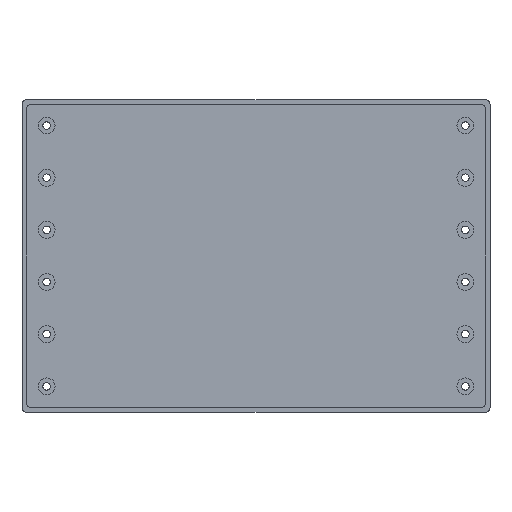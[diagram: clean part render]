
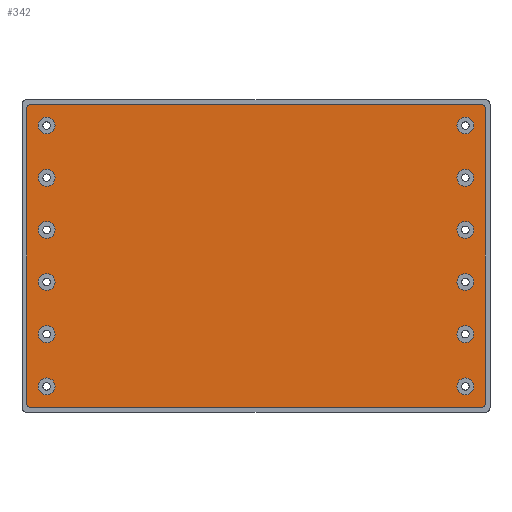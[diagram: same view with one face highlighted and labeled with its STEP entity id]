
A CAD part, front view. The second image highlights one B-rep face of the part: STEP entity #342.
In plain terms, the highlighted planar face has unit normal (0, -1, 0).
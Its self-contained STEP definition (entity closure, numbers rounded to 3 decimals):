
#27=CARTESIAN_POINT('',(-822.,-78.,200.25));
#28=DIRECTION('',(0.,-1.,0.));
#29=DIRECTION('',(0.,0.,-1.));
#30=AXIS2_PLACEMENT_3D('',#27,#28,#29);
#31=PLANE('',#30);
#32=CARTESIAN_POINT('',(-933.6,-78.,270.805));
#33=VERTEX_POINT('',#32);
#34=CARTESIAN_POINT('',(-933.6,-78.,145.355));
#35=VERTEX_POINT('',#34);
#36=CARTESIAN_POINT('',(-933.6,-78.,270.805));
#37=DIRECTION('',(0.,0.,-1.));
#38=VECTOR('',#37,125.45);
#39=LINE('',#36,#38);
#40=EDGE_CURVE('',#33,#35,#39,.T.);
#41=ORIENTED_EDGE('',*,*,#40,.T.);
#42=CARTESIAN_POINT('',(-931.6,-78.,143.355));
#43=VERTEX_POINT('',#42);
#44=CARTESIAN_POINT('',(-931.6,-78.,145.355));
#45=DIRECTION('',(-0.,1.,0.));
#46=DIRECTION('',(-1.,-0.,0.));
#47=AXIS2_PLACEMENT_3D('',#44,#45,#46);
#48=CIRCLE('',#47,2.);
#49=EDGE_CURVE('',#43,#35,#48,.T.);
#50=ORIENTED_EDGE('',*,*,#49,.F.);
#51=CARTESIAN_POINT('',(-740.,-78.,143.355));
#52=VERTEX_POINT('',#51);
#53=CARTESIAN_POINT('',(-931.6,-78.,143.355));
#54=DIRECTION('',(1.,0.,0.));
#55=VECTOR('',#54,191.6);
#56=LINE('',#53,#55);
#57=EDGE_CURVE('',#43,#52,#56,.T.);
#58=ORIENTED_EDGE('',*,*,#57,.T.);
#59=CARTESIAN_POINT('',(-738.,-78.,145.355));
#60=VERTEX_POINT('',#59);
#61=CARTESIAN_POINT('',(-740.,-78.,145.355));
#62=DIRECTION('',(0.,-1.,0.));
#63=DIRECTION('',(1.,0.,0.));
#64=AXIS2_PLACEMENT_3D('',#61,#62,#63);
#65=CIRCLE('',#64,2.);
#66=EDGE_CURVE('',#52,#60,#65,.T.);
#67=ORIENTED_EDGE('',*,*,#66,.T.);
#68=CARTESIAN_POINT('',(-738.,-78.,270.805));
#69=VERTEX_POINT('',#68);
#70=CARTESIAN_POINT('',(-738.,-78.,270.805));
#71=DIRECTION('',(0.,0.,-1.));
#72=VECTOR('',#71,125.45);
#73=LINE('',#70,#72);
#74=EDGE_CURVE('',#69,#60,#73,.T.);
#75=ORIENTED_EDGE('',*,*,#74,.F.);
#76=CARTESIAN_POINT('',(-740.,-78.,272.805));
#77=VERTEX_POINT('',#76);
#78=CARTESIAN_POINT('',(-740.,-78.,270.805));
#79=DIRECTION('',(0.,-1.,0.));
#80=DIRECTION('',(1.,0.,0.));
#81=AXIS2_PLACEMENT_3D('',#78,#79,#80);
#82=CIRCLE('',#81,2.);
#83=EDGE_CURVE('',#69,#77,#82,.T.);
#84=ORIENTED_EDGE('',*,*,#83,.T.);
#85=CARTESIAN_POINT('',(-931.6,-78.,272.805));
#86=VERTEX_POINT('',#85);
#87=CARTESIAN_POINT('',(-740.,-78.,272.805));
#88=DIRECTION('',(-1.,-0.,0.));
#89=VECTOR('',#88,191.6);
#90=LINE('',#87,#89);
#91=EDGE_CURVE('',#77,#86,#90,.T.);
#92=ORIENTED_EDGE('',*,*,#91,.T.);
#93=CARTESIAN_POINT('',(-931.6,-78.,270.805));
#94=DIRECTION('',(-0.,1.,0.));
#95=DIRECTION('',(-1.,-0.,0.));
#96=AXIS2_PLACEMENT_3D('',#93,#94,#95);
#97=CIRCLE('',#96,2.);
#98=EDGE_CURVE('',#33,#86,#97,.T.);
#99=ORIENTED_EDGE('',*,*,#98,.F.);
#100=EDGE_LOOP('',(#41,#50,#58,#67,#75,#84,#92,#99));
#101=FACE_BOUND('',#100,.T.);
#102=CARTESIAN_POINT('',(-750.1,-78.,219.225));
#103=VERTEX_POINT('',#102);
#104=CARTESIAN_POINT('',(-742.9,-78.,219.225));
#105=VERTEX_POINT('',#104);
#106=CARTESIAN_POINT('',(-746.5,-78.,219.225));
#107=DIRECTION('',(0.,-1.,0.));
#108=DIRECTION('',(1.,0.,0.));
#109=AXIS2_PLACEMENT_3D('',#106,#107,#108);
#110=CIRCLE('',#109,3.6);
#111=EDGE_CURVE('',#103,#105,#110,.T.);
#112=ORIENTED_EDGE('',*,*,#111,.F.);
#113=CARTESIAN_POINT('',(-746.5,-78.,219.225));
#114=DIRECTION('',(0.,-1.,0.));
#115=DIRECTION('',(1.,0.,0.));
#116=AXIS2_PLACEMENT_3D('',#113,#114,#115);
#117=CIRCLE('',#116,3.6);
#118=EDGE_CURVE('',#105,#103,#117,.T.);
#119=ORIENTED_EDGE('',*,*,#118,.F.);
#120=EDGE_LOOP('',(#112,#119));
#121=FACE_BOUND('',#120,.T.);
#122=CARTESIAN_POINT('',(-750.1,-78.,196.975));
#123=VERTEX_POINT('',#122);
#124=CARTESIAN_POINT('',(-742.9,-78.,196.975));
#125=VERTEX_POINT('',#124);
#126=CARTESIAN_POINT('',(-746.5,-78.,196.975));
#127=DIRECTION('',(0.,-1.,0.));
#128=DIRECTION('',(1.,0.,0.));
#129=AXIS2_PLACEMENT_3D('',#126,#127,#128);
#130=CIRCLE('',#129,3.6);
#131=EDGE_CURVE('',#123,#125,#130,.T.);
#132=ORIENTED_EDGE('',*,*,#131,.F.);
#133=CARTESIAN_POINT('',(-746.5,-78.,196.975));
#134=DIRECTION('',(0.,-1.,0.));
#135=DIRECTION('',(1.,0.,0.));
#136=AXIS2_PLACEMENT_3D('',#133,#134,#135);
#137=CIRCLE('',#136,3.6);
#138=EDGE_CURVE('',#125,#123,#137,.T.);
#139=ORIENTED_EDGE('',*,*,#138,.F.);
#140=EDGE_LOOP('',(#132,#139));
#141=FACE_BOUND('',#140,.T.);
#142=CARTESIAN_POINT('',(-750.1,-78.,263.725));
#143=VERTEX_POINT('',#142);
#144=CARTESIAN_POINT('',(-742.9,-78.,263.725));
#145=VERTEX_POINT('',#144);
#146=CARTESIAN_POINT('',(-746.5,-78.,263.725));
#147=DIRECTION('',(0.,-1.,0.));
#148=DIRECTION('',(1.,0.,0.));
#149=AXIS2_PLACEMENT_3D('',#146,#147,#148);
#150=CIRCLE('',#149,3.6);
#151=EDGE_CURVE('',#143,#145,#150,.T.);
#152=ORIENTED_EDGE('',*,*,#151,.F.);
#153=CARTESIAN_POINT('',(-746.5,-78.,263.725));
#154=DIRECTION('',(0.,-1.,0.));
#155=DIRECTION('',(1.,0.,0.));
#156=AXIS2_PLACEMENT_3D('',#153,#154,#155);
#157=CIRCLE('',#156,3.6);
#158=EDGE_CURVE('',#145,#143,#157,.T.);
#159=ORIENTED_EDGE('',*,*,#158,.F.);
#160=EDGE_LOOP('',(#152,#159));
#161=FACE_BOUND('',#160,.T.);
#162=CARTESIAN_POINT('',(-750.1,-78.,241.475));
#163=VERTEX_POINT('',#162);
#164=CARTESIAN_POINT('',(-742.9,-78.,241.475));
#165=VERTEX_POINT('',#164);
#166=CARTESIAN_POINT('',(-746.5,-78.,241.475));
#167=DIRECTION('',(0.,-1.,0.));
#168=DIRECTION('',(1.,0.,0.));
#169=AXIS2_PLACEMENT_3D('',#166,#167,#168);
#170=CIRCLE('',#169,3.6);
#171=EDGE_CURVE('',#163,#165,#170,.T.);
#172=ORIENTED_EDGE('',*,*,#171,.F.);
#173=CARTESIAN_POINT('',(-746.5,-78.,241.475));
#174=DIRECTION('',(0.,-1.,0.));
#175=DIRECTION('',(1.,0.,0.));
#176=AXIS2_PLACEMENT_3D('',#173,#174,#175);
#177=CIRCLE('',#176,3.6);
#178=EDGE_CURVE('',#165,#163,#177,.T.);
#179=ORIENTED_EDGE('',*,*,#178,.F.);
#180=EDGE_LOOP('',(#172,#179));
#181=FACE_BOUND('',#180,.T.);
#182=CARTESIAN_POINT('',(-928.7,-78.,219.225));
#183=VERTEX_POINT('',#182);
#184=CARTESIAN_POINT('',(-921.5,-78.,219.225));
#185=VERTEX_POINT('',#184);
#186=CARTESIAN_POINT('',(-925.1,-78.,219.225));
#187=DIRECTION('',(-0.,1.,0.));
#188=DIRECTION('',(-1.,-0.,0.));
#189=AXIS2_PLACEMENT_3D('',#186,#187,#188);
#190=CIRCLE('',#189,3.6);
#191=EDGE_CURVE('',#183,#185,#190,.T.);
#192=ORIENTED_EDGE('',*,*,#191,.T.);
#193=CARTESIAN_POINT('',(-925.1,-78.,219.225));
#194=DIRECTION('',(-0.,1.,0.));
#195=DIRECTION('',(-1.,-0.,0.));
#196=AXIS2_PLACEMENT_3D('',#193,#194,#195);
#197=CIRCLE('',#196,3.6);
#198=EDGE_CURVE('',#185,#183,#197,.T.);
#199=ORIENTED_EDGE('',*,*,#198,.T.);
#200=EDGE_LOOP('',(#192,#199));
#201=FACE_BOUND('',#200,.T.);
#202=CARTESIAN_POINT('',(-928.7,-78.,196.975));
#203=VERTEX_POINT('',#202);
#204=CARTESIAN_POINT('',(-921.5,-78.,196.975));
#205=VERTEX_POINT('',#204);
#206=CARTESIAN_POINT('',(-925.1,-78.,196.975));
#207=DIRECTION('',(-0.,1.,0.));
#208=DIRECTION('',(-1.,-0.,0.));
#209=AXIS2_PLACEMENT_3D('',#206,#207,#208);
#210=CIRCLE('',#209,3.6);
#211=EDGE_CURVE('',#203,#205,#210,.T.);
#212=ORIENTED_EDGE('',*,*,#211,.T.);
#213=CARTESIAN_POINT('',(-925.1,-78.,196.975));
#214=DIRECTION('',(-0.,1.,0.));
#215=DIRECTION('',(-1.,-0.,0.));
#216=AXIS2_PLACEMENT_3D('',#213,#214,#215);
#217=CIRCLE('',#216,3.6);
#218=EDGE_CURVE('',#205,#203,#217,.T.);
#219=ORIENTED_EDGE('',*,*,#218,.T.);
#220=EDGE_LOOP('',(#212,#219));
#221=FACE_BOUND('',#220,.T.);
#222=CARTESIAN_POINT('',(-928.7,-78.,263.725));
#223=VERTEX_POINT('',#222);
#224=CARTESIAN_POINT('',(-921.5,-78.,263.725));
#225=VERTEX_POINT('',#224);
#226=CARTESIAN_POINT('',(-925.1,-78.,263.725));
#227=DIRECTION('',(-0.,1.,0.));
#228=DIRECTION('',(-1.,-0.,0.));
#229=AXIS2_PLACEMENT_3D('',#226,#227,#228);
#230=CIRCLE('',#229,3.6);
#231=EDGE_CURVE('',#223,#225,#230,.T.);
#232=ORIENTED_EDGE('',*,*,#231,.T.);
#233=CARTESIAN_POINT('',(-925.1,-78.,263.725));
#234=DIRECTION('',(-0.,1.,0.));
#235=DIRECTION('',(-1.,-0.,0.));
#236=AXIS2_PLACEMENT_3D('',#233,#234,#235);
#237=CIRCLE('',#236,3.6);
#238=EDGE_CURVE('',#225,#223,#237,.T.);
#239=ORIENTED_EDGE('',*,*,#238,.T.);
#240=EDGE_LOOP('',(#232,#239));
#241=FACE_BOUND('',#240,.T.);
#242=CARTESIAN_POINT('',(-928.7,-78.,241.475));
#243=VERTEX_POINT('',#242);
#244=CARTESIAN_POINT('',(-921.5,-78.,241.475));
#245=VERTEX_POINT('',#244);
#246=CARTESIAN_POINT('',(-925.1,-78.,241.475));
#247=DIRECTION('',(-0.,1.,0.));
#248=DIRECTION('',(-1.,-0.,0.));
#249=AXIS2_PLACEMENT_3D('',#246,#247,#248);
#250=CIRCLE('',#249,3.6);
#251=EDGE_CURVE('',#243,#245,#250,.T.);
#252=ORIENTED_EDGE('',*,*,#251,.T.);
#253=CARTESIAN_POINT('',(-925.1,-78.,241.475));
#254=DIRECTION('',(-0.,1.,0.));
#255=DIRECTION('',(-1.,-0.,0.));
#256=AXIS2_PLACEMENT_3D('',#253,#254,#255);
#257=CIRCLE('',#256,3.6);
#258=EDGE_CURVE('',#245,#243,#257,.T.);
#259=ORIENTED_EDGE('',*,*,#258,.T.);
#260=EDGE_LOOP('',(#252,#259));
#261=FACE_BOUND('',#260,.T.);
#262=CARTESIAN_POINT('',(-750.1,-78.,174.725));
#263=VERTEX_POINT('',#262);
#264=CARTESIAN_POINT('',(-742.9,-78.,174.725));
#265=VERTEX_POINT('',#264);
#266=CARTESIAN_POINT('',(-746.5,-78.,174.725));
#267=DIRECTION('',(0.,-1.,0.));
#268=DIRECTION('',(1.,0.,0.));
#269=AXIS2_PLACEMENT_3D('',#266,#267,#268);
#270=CIRCLE('',#269,3.6);
#271=EDGE_CURVE('',#263,#265,#270,.T.);
#272=ORIENTED_EDGE('',*,*,#271,.F.);
#273=CARTESIAN_POINT('',(-746.5,-78.,174.725));
#274=DIRECTION('',(0.,-1.,0.));
#275=DIRECTION('',(1.,0.,0.));
#276=AXIS2_PLACEMENT_3D('',#273,#274,#275);
#277=CIRCLE('',#276,3.6);
#278=EDGE_CURVE('',#265,#263,#277,.T.);
#279=ORIENTED_EDGE('',*,*,#278,.F.);
#280=EDGE_LOOP('',(#272,#279));
#281=FACE_BOUND('',#280,.T.);
#282=CARTESIAN_POINT('',(-750.1,-78.,152.475));
#283=VERTEX_POINT('',#282);
#284=CARTESIAN_POINT('',(-742.9,-78.,152.475));
#285=VERTEX_POINT('',#284);
#286=CARTESIAN_POINT('',(-746.5,-78.,152.475));
#287=DIRECTION('',(0.,-1.,0.));
#288=DIRECTION('',(1.,0.,0.));
#289=AXIS2_PLACEMENT_3D('',#286,#287,#288);
#290=CIRCLE('',#289,3.6);
#291=EDGE_CURVE('',#283,#285,#290,.T.);
#292=ORIENTED_EDGE('',*,*,#291,.F.);
#293=CARTESIAN_POINT('',(-746.5,-78.,152.475));
#294=DIRECTION('',(0.,-1.,0.));
#295=DIRECTION('',(1.,0.,0.));
#296=AXIS2_PLACEMENT_3D('',#293,#294,#295);
#297=CIRCLE('',#296,3.6);
#298=EDGE_CURVE('',#285,#283,#297,.T.);
#299=ORIENTED_EDGE('',*,*,#298,.F.);
#300=EDGE_LOOP('',(#292,#299));
#301=FACE_BOUND('',#300,.T.);
#302=CARTESIAN_POINT('',(-928.7,-78.,174.725));
#303=VERTEX_POINT('',#302);
#304=CARTESIAN_POINT('',(-921.5,-78.,174.725));
#305=VERTEX_POINT('',#304);
#306=CARTESIAN_POINT('',(-925.1,-78.,174.725));
#307=DIRECTION('',(-0.,1.,0.));
#308=DIRECTION('',(-1.,-0.,0.));
#309=AXIS2_PLACEMENT_3D('',#306,#307,#308);
#310=CIRCLE('',#309,3.6);
#311=EDGE_CURVE('',#303,#305,#310,.T.);
#312=ORIENTED_EDGE('',*,*,#311,.T.);
#313=CARTESIAN_POINT('',(-925.1,-78.,174.725));
#314=DIRECTION('',(-0.,1.,0.));
#315=DIRECTION('',(-1.,-0.,0.));
#316=AXIS2_PLACEMENT_3D('',#313,#314,#315);
#317=CIRCLE('',#316,3.6);
#318=EDGE_CURVE('',#305,#303,#317,.T.);
#319=ORIENTED_EDGE('',*,*,#318,.T.);
#320=EDGE_LOOP('',(#312,#319));
#321=FACE_BOUND('',#320,.T.);
#322=CARTESIAN_POINT('',(-928.7,-78.,152.475));
#323=VERTEX_POINT('',#322);
#324=CARTESIAN_POINT('',(-921.5,-78.,152.475));
#325=VERTEX_POINT('',#324);
#326=CARTESIAN_POINT('',(-925.1,-78.,152.475));
#327=DIRECTION('',(-0.,1.,0.));
#328=DIRECTION('',(-1.,-0.,0.));
#329=AXIS2_PLACEMENT_3D('',#326,#327,#328);
#330=CIRCLE('',#329,3.6);
#331=EDGE_CURVE('',#323,#325,#330,.T.);
#332=ORIENTED_EDGE('',*,*,#331,.T.);
#333=CARTESIAN_POINT('',(-925.1,-78.,152.475));
#334=DIRECTION('',(-0.,1.,0.));
#335=DIRECTION('',(-1.,-0.,0.));
#336=AXIS2_PLACEMENT_3D('',#333,#334,#335);
#337=CIRCLE('',#336,3.6);
#338=EDGE_CURVE('',#325,#323,#337,.T.);
#339=ORIENTED_EDGE('',*,*,#338,.T.);
#340=EDGE_LOOP('',(#332,#339));
#341=FACE_BOUND('',#340,.T.);
#342=ADVANCED_FACE('',(#101,#121,#141,#161,#181,#201,#221,#241,#261,#281,#301,#321,#341),#31,.T.);
